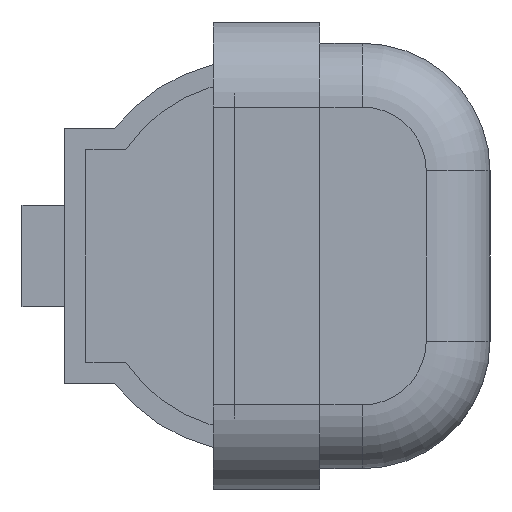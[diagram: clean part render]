
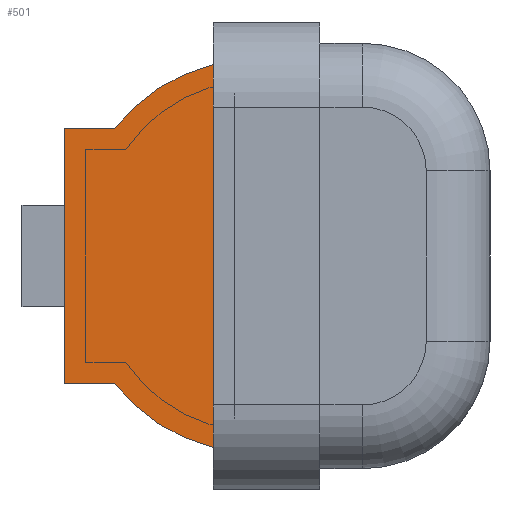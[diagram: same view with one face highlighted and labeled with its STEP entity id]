
A CAD part, left-side view. The second image highlights one B-rep face of the part: STEP entity #501.
In plain terms, the highlighted planar face has unit normal (-1, 0, 0).
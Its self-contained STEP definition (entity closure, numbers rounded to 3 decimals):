
#31 = EDGE_CURVE ( 'NONE', #478, #207, #563, .T. ) ;
#45 = EDGE_CURVE ( 'NONE', #541, #506, #1123, .T. ) ;
#57 = VECTOR ( 'NONE', #1569, 1000. ) ;
#79 = DIRECTION ( 'NONE',  ( 0., 0., 1. ) ) ;
#172 = CARTESIAN_POINT ( 'NONE',  ( -51.835, 25., 1.241 ) ) ;
#207 = VERTEX_POINT ( 'NONE', #1871 ) ;
#241 = VECTOR ( 'NONE', #439, 1000. ) ;
#439 = DIRECTION ( 'NONE',  ( 0., 1., 0. ) ) ;
#478 = VERTEX_POINT ( 'NONE', #521 ) ;
#501 = ADVANCED_FACE ( 'NONE', ( #2000 ), #1250, .T. ) ;
#506 = VERTEX_POINT ( 'NONE', #661 ) ;
#521 = CARTESIAN_POINT ( 'NONE',  ( -51.835, 48.155, 1.241 ) ) ;
#528 = CARTESIAN_POINT ( 'NONE',  ( -51.835, 25., -73.759 ) ) ;
#535 = ORIENTED_EDGE ( 'NONE', *, *, #2316, .T. ) ;
#541 = VERTEX_POINT ( 'NONE', #528 ) ;
#563 = LINE ( 'NONE', #172, #57 ) ;
#617 = AXIS2_PLACEMENT_3D ( 'NONE', #2059, #1311, #1712 ) ;
#628 = CARTESIAN_POINT ( 'NONE',  ( -51.835, 14.964, -24.623 ) ) ;
#651 = CARTESIAN_POINT ( 'NONE',  ( -51.835, 60., -73.759 ) ) ;
#661 = CARTESIAN_POINT ( 'NONE',  ( -51.835, 48.155, -58.759 ) ) ;
#817 = DIRECTION ( 'NONE',  ( 0., 0., 1. ) ) ;
#859 = EDGE_CURVE ( 'NONE', #506, #1848, #1697, .T. ) ;
#879 = CIRCLE ( 'NONE', #1642, 42.078 ) ;
#880 = LINE ( 'NONE', #651, #938 ) ;
#938 = VECTOR ( 'NONE', #2164, 1000. ) ;
#976 = ORIENTED_EDGE ( 'NONE', *, *, #31, .T. ) ;
#1052 = DIRECTION ( 'NONE',  ( 0., 0., 1. ) ) ;
#1081 = VERTEX_POINT ( 'NONE', #1980 ) ;
#1123 = CIRCLE ( 'NONE', #617, 42.078 ) ;
#1144 = EDGE_LOOP ( 'NONE', ( #1344, #2275, #1219, #535, #976, #1374 ) ) ;
#1219 = ORIENTED_EDGE ( 'NONE', *, *, #1267, .T. ) ;
#1239 = DIRECTION ( 'NONE',  ( -1., 0., 0. ) ) ;
#1250 = PLANE ( 'NONE',  #1663 ) ;
#1267 = EDGE_CURVE ( 'NONE', #541, #1081, #1456, .T. ) ;
#1297 = EDGE_CURVE ( 'NONE', #1848, #207, #880, .T. ) ;
#1311 = DIRECTION ( 'NONE',  ( 1., 0., 0. ) ) ;
#1344 = ORIENTED_EDGE ( 'NONE', *, *, #859, .F. ) ;
#1374 = ORIENTED_EDGE ( 'NONE', *, *, #1297, .F. ) ;
#1417 = CARTESIAN_POINT ( 'NONE',  ( -51.835, 25., -73.759 ) ) ;
#1456 = LINE ( 'NONE', #1417, #1959 ) ;
#1569 = DIRECTION ( 'NONE',  ( 0., 1., 0. ) ) ;
#1642 = AXIS2_PLACEMENT_3D ( 'NONE', #628, #1964, #817 ) ;
#1663 = AXIS2_PLACEMENT_3D ( 'NONE', #1859, #1239, #1052 ) ;
#1697 = LINE ( 'NONE', #1768, #241 ) ;
#1712 = DIRECTION ( 'NONE',  ( 0., 0., 1. ) ) ;
#1768 = CARTESIAN_POINT ( 'NONE',  ( -51.835, 25., -58.759 ) ) ;
#1848 = VERTEX_POINT ( 'NONE', #2377 ) ;
#1859 = CARTESIAN_POINT ( 'NONE',  ( -51.835, 25., -73.759 ) ) ;
#1871 = CARTESIAN_POINT ( 'NONE',  ( -51.835, 60., 1.241 ) ) ;
#1959 = VECTOR ( 'NONE', #79, 1000. ) ;
#1964 = DIRECTION ( 'NONE',  ( -1., 0., 0. ) ) ;
#1980 = CARTESIAN_POINT ( 'NONE',  ( -51.835, 25., 16.241 ) ) ;
#2000 = FACE_OUTER_BOUND ( 'NONE', #1144, .T. ) ;
#2059 = CARTESIAN_POINT ( 'NONE',  ( -51.835, 14.964, -32.895 ) ) ;
#2164 = DIRECTION ( 'NONE',  ( 0., 0., 1. ) ) ;
#2275 = ORIENTED_EDGE ( 'NONE', *, *, #45, .F. ) ;
#2316 = EDGE_CURVE ( 'NONE', #1081, #478, #879, .T. ) ;
#2377 = CARTESIAN_POINT ( 'NONE',  ( -51.835, 60., -58.759 ) ) ;
